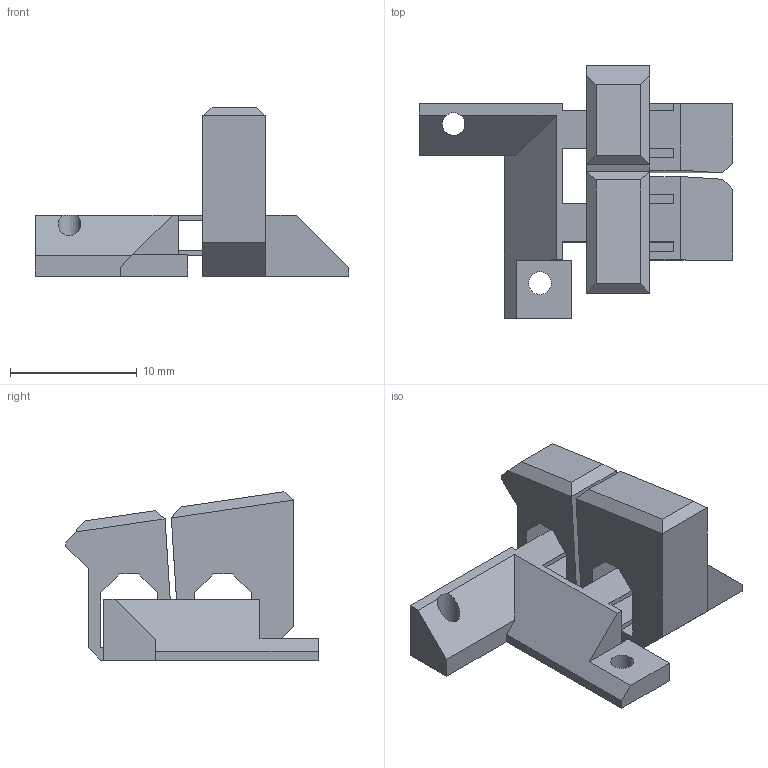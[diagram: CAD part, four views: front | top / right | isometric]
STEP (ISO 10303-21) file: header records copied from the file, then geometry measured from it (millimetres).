
FILE_DESCRIPTION(/* description */ (''),/* implementation_level */ '2;1');
FILE_NAME(/* name */ 'sub_clicker_a_v3.step',/* time_stamp */ '2026-01-17T10:59:31+09:00',/* author */ (''),/* organization */ (''),/* preprocessor_version */ 'ST-DEVELOPER v20.1',/* originating_system */ 'Autodesk Translation Framework v14.21.0.0',/* authorisation */ '');
FILE_SCHEMA (('AUTOMOTIVE_DESIGN { 1 0 10303 214 3 1 1 }'));
Length unit declared in the file: millimetre
Products named in the file (1): MiMi-TaBu_v0.3
Bounding box: 24.74 x 19.95 x 13.3 mm (x, y, z)
Volume: 1245.9 mm3; surface area: 1798.2 mm2
Topology: 1 solids, 1 shells, 78 faces, 236 edges, 157 vertices
Faces by surface type: plane 76, cylinder 2
Full cylindrical faces by diameter (mm): 1.8 x2
Entity records: 2672 total; most frequent: ORIENTED_EDGE 472, CARTESIAN_POINT 472, DIRECTION 400, EDGE_CURVE 236, LINE 230, VECTOR 230, VERTEX_POINT 157, EDGE_LOOP 87
